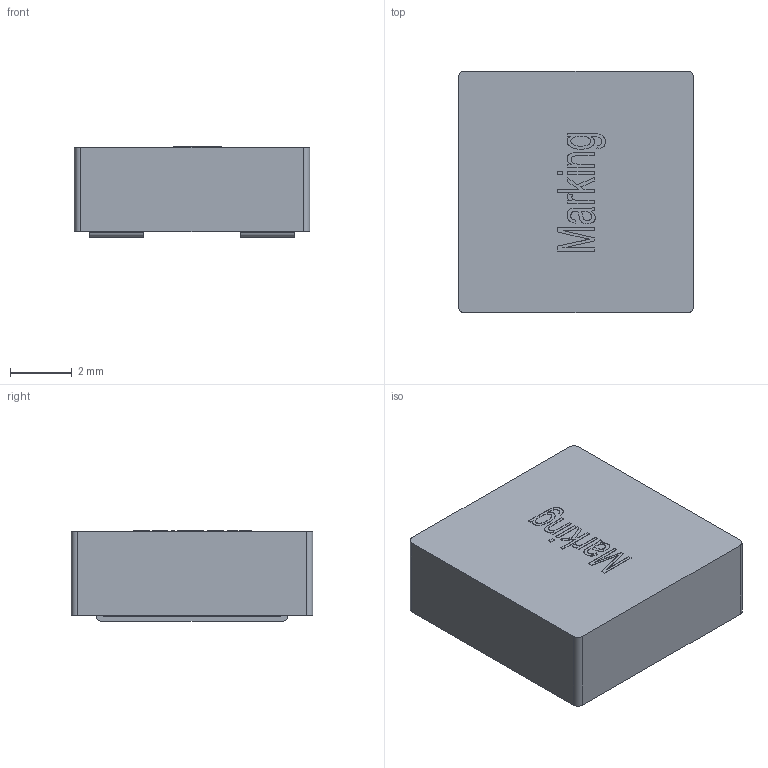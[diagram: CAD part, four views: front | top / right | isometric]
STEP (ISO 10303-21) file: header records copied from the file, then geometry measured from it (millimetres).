
FILE_DESCRIPTION(/* description */ (''),/* implementation_level */ '2;1');
FILE_NAME(/* name */ 'TMPF0703-ABD.stp',/* time_stamp */ '2021-02-01T13:32:54+08:00',/* author */ (''),/* organization */ (''),/* preprocessor_version */ 'ST-DEVELOPER v16.7',/* originating_system */ 'SIEMENS PLM Software NX 12.0',/* authorisation */ '');
FILE_SCHEMA (('AUTOMOTIVE_DESIGN { 1 0 10303 214 3 1 1 1 }'));
Length unit declared in the file: millimetre
Products named in the file (1): TMPF0703-ABD
Bounding box: 7.6 x 7.8 x 2.91 mm (x, y, z)
Surface area: 888.6 mm2
Topology: 13 solids, 13 shells, 209 faces, 537 edges, 358 vertices
Faces by surface type: plane 133, extrusion 45, cylinder 18, cone 8, bspline 5
Full cylindrical faces by diameter (mm): 3.1 x2
Entity records: 8586 total; most frequent: CARTESIAN_POINT 3686, ORIENTED_EDGE 1068, DIRECTION 753, EDGE_CURVE 534, VERTEX_POINT 358, VECTOR 329, LINE 284, B_SPLINE_CURVE_WITH_KNOTS 243
